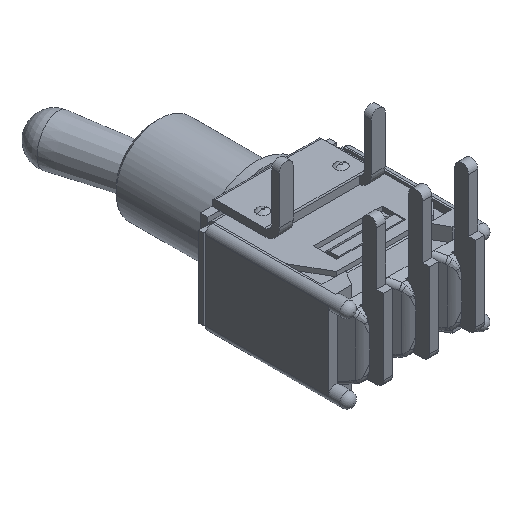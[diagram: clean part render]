
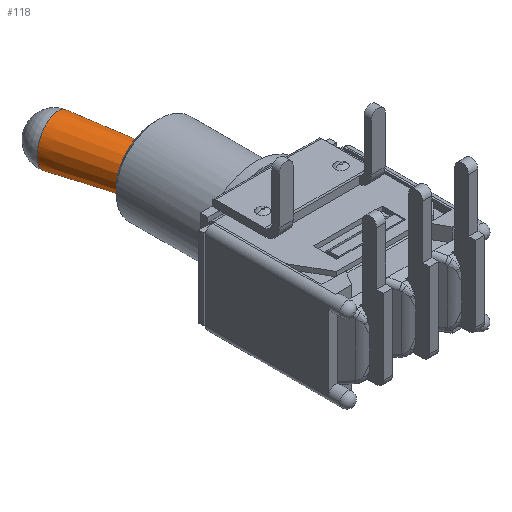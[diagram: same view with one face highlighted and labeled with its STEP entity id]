
A CAD part, isometric view. The second image highlights one B-rep face of the part: STEP entity #118.
In plain terms, the highlighted conical face has half-angle 2.341 degrees and reference radius 1.152 mm.
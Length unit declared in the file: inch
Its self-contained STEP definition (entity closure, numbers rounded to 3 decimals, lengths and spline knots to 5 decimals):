
#118 = ADVANCED_FACE( '', ( #561, #562 ), #563, .T. );
#561 = FACE_OUTER_BOUND( '', #1463, .T. );
#562 = FACE_BOUND( '', #1464, .T. );
#563 = CONICAL_SURFACE( '', #1465, 0.04534, 0.041 );
#1463 = EDGE_LOOP( '', ( #4680 ) );
#1464 = EDGE_LOOP( '', ( #4681 ) );
#1465 = AXIS2_PLACEMENT_3D( '', #4682, #4683, #4684 );
#4680 = ORIENTED_EDGE( '', *, *, #8225, .T. );
#4681 = ORIENTED_EDGE( '', *, *, #8226, .F. );
#4682 = CARTESIAN_POINT( '', ( -0.03506, 0.51465, 0. ) );
#4683 = DIRECTION( '', ( -0.216, 0.976, 0. ) );
#4684 = DIRECTION( '', ( 0.976, 0.216, 0. ) );
#8225 = EDGE_CURVE( '', #10599, #10599, #10600, .T. );
#8226 = EDGE_CURVE( '', #10601, #10601, #10602, .T. );
#10599 = VERTEX_POINT( '', #15331 );
#10600 = CIRCLE( '', #15332, 0.05 );
#10601 = VERTEX_POINT( '', #15333 );
#10602 = CIRCLE( '', #15334, 0.04068 );
#15331 = CARTESIAN_POINT( '', ( -0.01092, 0.63678, 0. ) );
#15332 = AXIS2_PLACEMENT_3D( '', #23435, #23436, #23437 );
#15333 = CARTESIAN_POINT( '', ( 0.02933, 0.41214, 0. ) );
#15334 = AXIS2_PLACEMENT_3D( '', #23438, #23439, #23440 );
#23435 = CARTESIAN_POINT( '', ( -0.05974, 0.62596, 0. ) );
#23436 = DIRECTION( '', ( 0.216, -0.976, 0. ) );
#23437 = DIRECTION( '', ( 0.976, 0.216, 0. ) );
#23438 = CARTESIAN_POINT( '', ( -0.01038, 0.40334, 0. ) );
#23439 = DIRECTION( '', ( 0.216, -0.976, 0. ) );
#23440 = DIRECTION( '', ( 0.976, 0.216, 0. ) );
